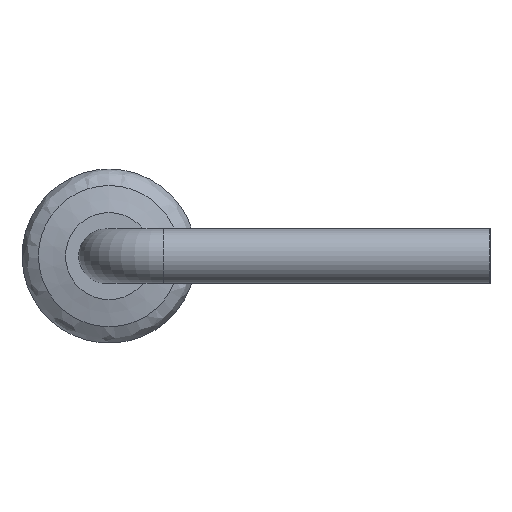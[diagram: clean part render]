
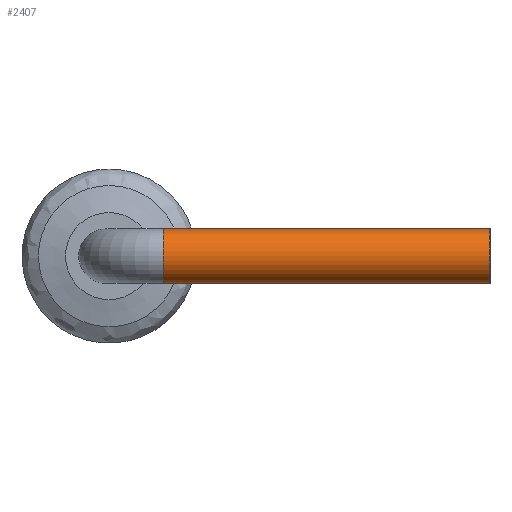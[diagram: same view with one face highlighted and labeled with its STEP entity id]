
A CAD part, left-side view. The second image highlights one B-rep face of the part: STEP entity #2407.
In plain terms, the highlighted cylindrical face has radius 0.25 mm (diameter 0.5 mm), a full revolution.
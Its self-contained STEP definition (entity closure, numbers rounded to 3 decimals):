
#2308 = TOROIDAL_SURFACE('',#2309,0.529,0.25);
#2309 = AXIS2_PLACEMENT_3D('',#2310,#2311,#2312);
#2310 = CARTESIAN_POINT('',(-3.2,-0.5,0.));
#2311 = DIRECTION('',(0.,0.,1.));
#2312 = DIRECTION('',(1.,0.,0.));
#2358 = VERTEX_POINT('',#2359);
#2359 = CARTESIAN_POINT('',(-3.979,-0.5,0.));
#2380 = EDGE_CURVE('',#2358,#2358,#2381,.T.);
#2381 = SURFACE_CURVE('',#2382,(#2387,#2394),.PCURVE_S1.);
#2382 = CIRCLE('',#2383,0.25);
#2383 = AXIS2_PLACEMENT_3D('',#2384,#2385,#2386);
#2384 = CARTESIAN_POINT('',(-3.729,-0.5,0.));
#2385 = DIRECTION('',(0.,1.,-0.));
#2386 = DIRECTION('',(-1.,0.,0.));
#2387 = PCURVE('',#2308,#2388);
#2388 = DEFINITIONAL_REPRESENTATION('',(#2389),#2393);
#2389 = LINE('',#2390,#2391);
#2390 = CARTESIAN_POINT('',(3.142,0.));
#2391 = VECTOR('',#2392,1.);
#2392 = DIRECTION('',(0.,1.));
#2393 = ( GEOMETRIC_REPRESENTATION_CONTEXT(2) 
PARAMETRIC_REPRESENTATION_CONTEXT() REPRESENTATION_CONTEXT('2D SPACE',''
  ) );
#2394 = PCURVE('',#2395,#2400);
#2395 = CYLINDRICAL_SURFACE('',#2396,0.25);
#2396 = AXIS2_PLACEMENT_3D('',#2397,#2398,#2399);
#2397 = CARTESIAN_POINT('',(-3.729,-0.5,0.));
#2398 = DIRECTION('',(0.,-1.,0.));
#2399 = DIRECTION('',(-1.,-0.,0.));
#2400 = DEFINITIONAL_REPRESENTATION('',(#2401),#2404);
#2401 = B_SPLINE_CURVE_WITH_KNOTS('',1,(#2402,#2403),.UNSPECIFIED.,.F.,
  .F.,(2,2),(0.,6.283),.PIECEWISE_BEZIER_KNOTS.);
#2402 = CARTESIAN_POINT('',(6.283,0.));
#2403 = CARTESIAN_POINT('',(0.,0.));
#2404 = ( GEOMETRIC_REPRESENTATION_CONTEXT(2) 
PARAMETRIC_REPRESENTATION_CONTEXT() REPRESENTATION_CONTEXT('2D SPACE',''
  ) );
#2407 = ADVANCED_FACE('',(#2408),#2395,.T.);
#2408 = FACE_BOUND('',#2409,.T.);
#2409 = EDGE_LOOP('',(#2410,#2432,#2462,#2463));
#2410 = ORIENTED_EDGE('',*,*,#2411,.T.);
#2411 = EDGE_CURVE('',#2358,#2412,#2414,.T.);
#2412 = VERTEX_POINT('',#2413);
#2413 = CARTESIAN_POINT('',(-3.979,-3.5,0.));
#2414 = SEAM_CURVE('',#2415,(#2419,#2426),.PCURVE_S1.);
#2415 = LINE('',#2416,#2417);
#2416 = CARTESIAN_POINT('',(-3.979,-0.5,0.));
#2417 = VECTOR('',#2418,1.);
#2418 = DIRECTION('',(0.,-1.,0.));
#2419 = PCURVE('',#2395,#2420);
#2420 = DEFINITIONAL_REPRESENTATION('',(#2421),#2425);
#2421 = LINE('',#2422,#2423);
#2422 = CARTESIAN_POINT('',(6.283,0.));
#2423 = VECTOR('',#2424,1.);
#2424 = DIRECTION('',(0.,1.));
#2425 = ( GEOMETRIC_REPRESENTATION_CONTEXT(2) 
PARAMETRIC_REPRESENTATION_CONTEXT() REPRESENTATION_CONTEXT('2D SPACE',''
  ) );
#2426 = PCURVE('',#2395,#2427);
#2427 = DEFINITIONAL_REPRESENTATION('',(#2428),#2431);
#2428 = B_SPLINE_CURVE_WITH_KNOTS('',1,(#2429,#2430),.UNSPECIFIED.,.F.,
  .F.,(2,2),(0.,3.),.PIECEWISE_BEZIER_KNOTS.);
#2429 = CARTESIAN_POINT('',(0.,0.));
#2430 = CARTESIAN_POINT('',(0.,3.));
#2431 = ( GEOMETRIC_REPRESENTATION_CONTEXT(2) 
PARAMETRIC_REPRESENTATION_CONTEXT() REPRESENTATION_CONTEXT('2D SPACE',''
  ) );
#2432 = ORIENTED_EDGE('',*,*,#2433,.T.);
#2433 = EDGE_CURVE('',#2412,#2412,#2434,.T.);
#2434 = SURFACE_CURVE('',#2435,(#2440,#2446),.PCURVE_S1.);
#2435 = CIRCLE('',#2436,0.25);
#2436 = AXIS2_PLACEMENT_3D('',#2437,#2438,#2439);
#2437 = CARTESIAN_POINT('',(-3.729,-3.5,0.));
#2438 = DIRECTION('',(0.,1.,0.));
#2439 = DIRECTION('',(-1.,0.,0.));
#2440 = PCURVE('',#2395,#2441);
#2441 = DEFINITIONAL_REPRESENTATION('',(#2442),#2445);
#2442 = B_SPLINE_CURVE_WITH_KNOTS('',1,(#2443,#2444),.UNSPECIFIED.,.F.,
  .F.,(2,2),(0.,6.283),.PIECEWISE_BEZIER_KNOTS.);
#2443 = CARTESIAN_POINT('',(6.283,3.));
#2444 = CARTESIAN_POINT('',(0.,3.));
#2445 = ( GEOMETRIC_REPRESENTATION_CONTEXT(2) 
PARAMETRIC_REPRESENTATION_CONTEXT() REPRESENTATION_CONTEXT('2D SPACE',''
  ) );
#2446 = PCURVE('',#2447,#2452);
#2447 = PLANE('',#2448);
#2448 = AXIS2_PLACEMENT_3D('',#2449,#2450,#2451);
#2449 = CARTESIAN_POINT('',(-3.979,-3.5,0.));
#2450 = DIRECTION('',(0.,-1.,0.));
#2451 = DIRECTION('',(0.,0.,-1.));
#2452 = DEFINITIONAL_REPRESENTATION('',(#2453),#2461);
#2453 = ( BOUNDED_CURVE() B_SPLINE_CURVE(2,(#2454,#2455,#2456,#2457,
#2458,#2459,#2460),.UNSPECIFIED.,.F.,.F.) B_SPLINE_CURVE_WITH_KNOTS((1,2
    ,2,2,2,1),(-2.094,0.,2.094,4.189,
6.283,8.378),.UNSPECIFIED.) CURVE() 
GEOMETRIC_REPRESENTATION_ITEM() RATIONAL_B_SPLINE_CURVE((1.,0.5,1.,0.5,
1.,0.5,1.)) REPRESENTATION_ITEM('') );
#2454 = CARTESIAN_POINT('',(0.,0.));
#2455 = CARTESIAN_POINT('',(-0.433,0.));
#2456 = CARTESIAN_POINT('',(-0.217,0.375));
#2457 = CARTESIAN_POINT('',(0.,0.75));
#2458 = CARTESIAN_POINT('',(0.217,0.375));
#2459 = CARTESIAN_POINT('',(0.433,0.));
#2460 = CARTESIAN_POINT('',(0.,0.));
#2461 = ( GEOMETRIC_REPRESENTATION_CONTEXT(2) 
PARAMETRIC_REPRESENTATION_CONTEXT() REPRESENTATION_CONTEXT('2D SPACE',''
  ) );
#2462 = ORIENTED_EDGE('',*,*,#2411,.F.);
#2463 = ORIENTED_EDGE('',*,*,#2380,.F.);
